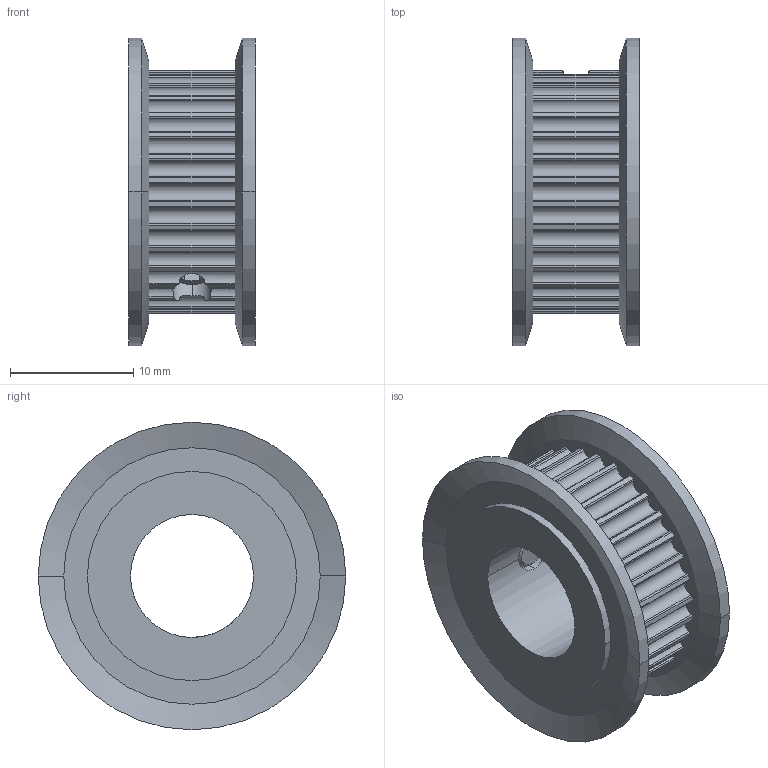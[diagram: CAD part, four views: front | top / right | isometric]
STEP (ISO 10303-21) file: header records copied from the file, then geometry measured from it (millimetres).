
FILE_DESCRIPTION( ( '' ), '1' );
FILE_NAME( 'gpa32gt2060_a_p10_2_03.stp', '2014-05-23T21:19:59', ( '' ), ( '' ), ' ', ' ', ' ' );
FILE_SCHEMA( ( 'CONFIG_CONTROL_DESIGN' ) );
Length unit declared in the file: millimetre
Products named in the file (3): 1; 2; 3
Bounding box: 10.3 x 25 x 25 mm (x, y, z)
Volume: 2448.3 mm3; surface area: 2611.2 mm2
Topology: 3 solids, 3 shells, 214 faces, 589 edges, 380 vertices
Faces by surface type: cylinder 160, plane 34, cone 20
Entity records: 7671 total; most frequent: CARTESIAN_POINT 1892, DIRECTION 1289, ORIENTED_EDGE 1170, EDGE_CURVE 585, AXIS2_PLACEMENT_3D 529, VERTEX_POINT 380, CIRCLE 312, LINE 231
